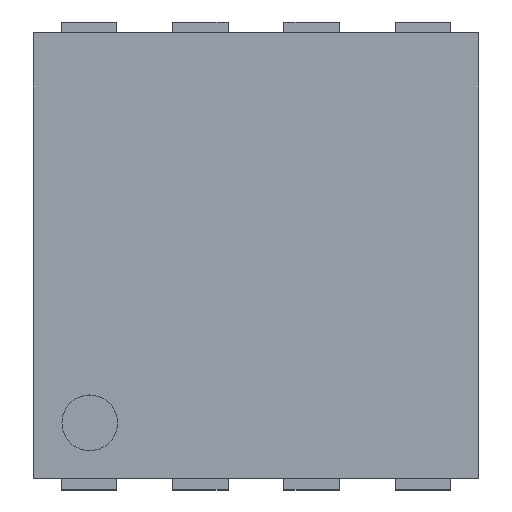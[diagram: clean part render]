
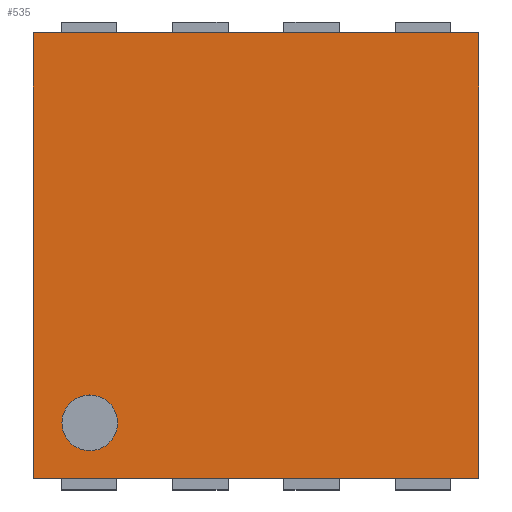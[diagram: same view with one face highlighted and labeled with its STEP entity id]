
A CAD part, top view. The second image highlights one B-rep face of the part: STEP entity #535.
In plain terms, the highlighted planar face has unit normal (0, 0, 1).
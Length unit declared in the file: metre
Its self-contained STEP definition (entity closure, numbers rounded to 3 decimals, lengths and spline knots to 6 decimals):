
#309 = EDGE_CURVE( '', #828, #829, #830, .T. );
#313 = EDGE_CURVE( '', #835, #828, #836, .T. );
#321 = EDGE_CURVE( '', #848, #848, #849, .T. );
#395 = EDGE_CURVE( '', #970, #835, #971, .T. );
#535 = ADVANCED_FACE( '', ( #1160, #1161 ), #1162, .F. );
#607 = EDGE_CURVE( '', #829, #970, #1249, .T. );
#828 = VERTEX_POINT( '', #1515 );
#829 = VERTEX_POINT( '', #1516 );
#830 = LINE( '', #1517, #1518 );
#835 = VERTEX_POINT( '', #1524 );
#836 = LINE( '', #1525, #1526 );
#848 = VERTEX_POINT( '', #1543 );
#849 = CIRCLE( '', #1544, 0.000125 );
#970 = VERTEX_POINT( '', #1720 );
#971 = LINE( '', #1721, #1722 );
#1160 = FACE_BOUND( '', #2007, .T. );
#1161 = FACE_OUTER_BOUND( '', #2008, .T. );
#1162 = PLANE( '', #2009 );
#1249 = LINE( '', #2151, #2152 );
#1515 = CARTESIAN_POINT( '', ( -0.001, 0.000999, 0.000786 ) );
#1516 = CARTESIAN_POINT( '', ( -0.001, -0.001001, 0.000786 ) );
#1517 = CARTESIAN_POINT( '', ( -0.001, -0.001001, 0.000786 ) );
#1518 = VECTOR( '', #2439, 1. );
#1524 = CARTESIAN_POINT( '', ( 0.001, 0.000999, 0.000786 ) );
#1525 = CARTESIAN_POINT( '', ( -0.001, 0.000999, 0.000786 ) );
#1526 = VECTOR( '', #2448, 1. );
#1543 = CARTESIAN_POINT( '', ( -0.000746, -0.000876, 0.000786 ) );
#1544 = AXIS2_PLACEMENT_3D( '', #2461, #2462, #2463 );
#1720 = CARTESIAN_POINT( '', ( 0.001, -0.001001, 0.000786 ) );
#1721 = CARTESIAN_POINT( '', ( 0.001, -0.001001, 0.000786 ) );
#1722 = VECTOR( '', #2565, 1. );
#2007 = EDGE_LOOP( '', ( #2824 ) );
#2008 = EDGE_LOOP( '', ( #2825, #2826, #2827, #2828 ) );
#2009 = AXIS2_PLACEMENT_3D( '', #2829, #2830, #2831 );
#2151 = CARTESIAN_POINT( '', ( -0.001, -0.001001, 0.000786 ) );
#2152 = VECTOR( '', #2927, 1. );
#2439 = DIRECTION( '', ( 0., -1., 0. ) );
#2448 = DIRECTION( '', ( -1., 0., 0. ) );
#2461 = CARTESIAN_POINT( '', ( -0.000746, -0.000751, 0.000786 ) );
#2462 = DIRECTION( '', ( 0., 0., 1. ) );
#2463 = DIRECTION( '', ( 0., -1., 0. ) );
#2565 = DIRECTION( '', ( 0., 1., 0. ) );
#2824 = ORIENTED_EDGE( '', *, *, #321, .F. );
#2825 = ORIENTED_EDGE( '', *, *, #395, .T. );
#2826 = ORIENTED_EDGE( '', *, *, #313, .T. );
#2827 = ORIENTED_EDGE( '', *, *, #309, .T. );
#2828 = ORIENTED_EDGE( '', *, *, #607, .T. );
#2829 = CARTESIAN_POINT( '', ( 0., 0., 0.000786 ) );
#2830 = DIRECTION( '', ( 0., 0., -1. ) );
#2831 = DIRECTION( '', ( 0., -1., 0. ) );
#2927 = DIRECTION( '', ( 1., 0., 0. ) );
